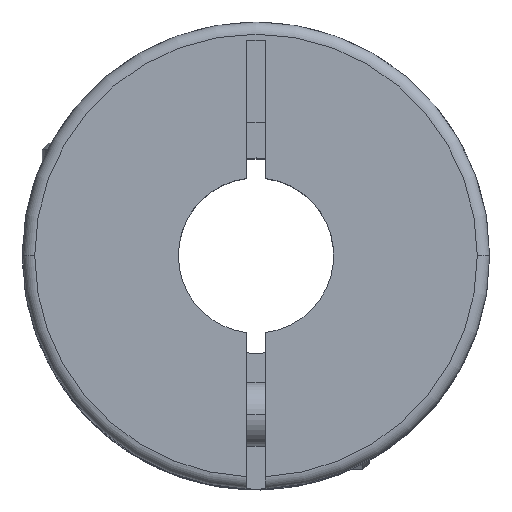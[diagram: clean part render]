
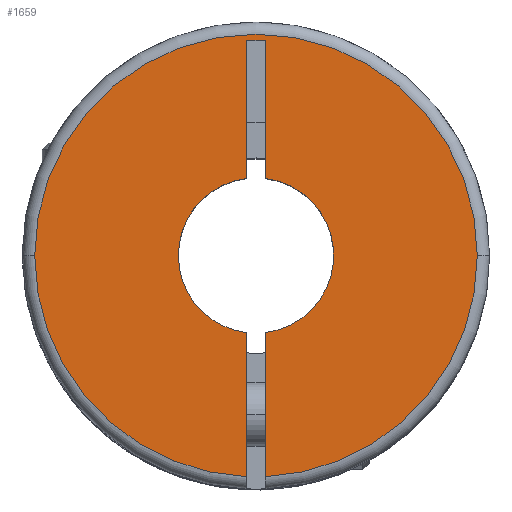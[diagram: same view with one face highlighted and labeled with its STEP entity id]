
A CAD part, top view. The second image highlights one B-rep face of the part: STEP entity #1659.
In plain terms, the highlighted planar face has unit normal (0, 0, 1).
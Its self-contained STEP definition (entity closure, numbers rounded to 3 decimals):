
#29 = CIRCLE ( 'NONE', #2502, 3.175 ) ;
#31 = VERTEX_POINT ( 'NONE', #3274 ) ;
#71 = EDGE_CURVE ( 'NONE', #31, #4015, #956, .T. ) ;
#92 = LINE ( 'NONE', #1446, #724 ) ;
#98 = DIRECTION ( 'NONE',  ( 0., 0., -1. ) ) ;
#112 = DIRECTION ( 'NONE',  ( 0., -1., 0. ) ) ;
#134 = ORIENTED_EDGE ( 'NONE', *, *, #369, .F. ) ;
#288 = ORIENTED_EDGE ( 'NONE', *, *, #2244, .F. ) ;
#336 = VECTOR ( 'NONE', #2285, 1000. ) ;
#355 = LINE ( 'NONE', #708, #2176 ) ;
#369 = EDGE_CURVE ( 'NONE', #816, #31, #355, .T. ) ;
#447 = DIRECTION ( 'NONE',  ( 0., 0., -1. ) ) ;
#460 = CIRCLE ( 'NONE', #2589, 9.05 ) ;
#516 = DIRECTION ( 'NONE',  ( 0., 0., -1. ) ) ;
#546 = VERTEX_POINT ( 'NONE', #2166 ) ;
#552 = ORIENTED_EDGE ( 'NONE', *, *, #3578, .T. ) ;
#600 = ORIENTED_EDGE ( 'NONE', *, *, #2706, .F. ) ;
#622 = DIRECTION ( 'NONE',  ( -1., 0., 0. ) ) ;
#708 = CARTESIAN_POINT ( 'NONE',  ( 0.375, -9.55, 0. ) ) ;
#724 = VECTOR ( 'NONE', #1823, 1000. ) ;
#816 = VERTEX_POINT ( 'NONE', #1040 ) ;
#845 = PLANE ( 'NONE',  #3273 ) ;
#849 = VERTEX_POINT ( 'NONE', #2324 ) ;
#956 = LINE ( 'NONE', #2018, #336 ) ;
#960 = AXIS2_PLACEMENT_3D ( 'NONE', #1207, #3877, #2917 ) ;
#996 = VERTEX_POINT ( 'NONE', #2059 ) ;
#1005 = EDGE_CURVE ( 'NONE', #996, #2512, #1383, .T. ) ;
#1040 = CARTESIAN_POINT ( 'NONE',  ( 0.375, 3.153, 0. ) ) ;
#1114 = VERTEX_POINT ( 'NONE', #3948 ) ;
#1144 = DIRECTION ( 'NONE',  ( -1., 0., 0. ) ) ;
#1207 = CARTESIAN_POINT ( 'NONE',  ( 0., 0., 0. ) ) ;
#1209 = DIRECTION ( 'NONE',  ( -1., 0., 0. ) ) ;
#1271 = DIRECTION ( 'NONE',  ( 0., 1., 0. ) ) ;
#1362 = ORIENTED_EDGE ( 'NONE', *, *, #3024, .F. ) ;
#1383 = LINE ( 'NONE', #4080, #2950 ) ;
#1446 = CARTESIAN_POINT ( 'NONE',  ( -0.375, 8.8, 0. ) ) ;
#1545 = VERTEX_POINT ( 'NONE', #2660 ) ;
#1609 = ORIENTED_EDGE ( 'NONE', *, *, #3604, .T. ) ;
#1659 = ADVANCED_FACE ( 'NONE', ( #2509 ), #845, .F. ) ;
#1751 = CIRCLE ( 'NONE', #4114, 9.05 ) ;
#1794 = DIRECTION ( 'NONE',  ( -1., 0., 0. ) ) ;
#1804 = DIRECTION ( 'NONE',  ( 0., -1., 0. ) ) ;
#1823 = DIRECTION ( 'NONE',  ( 0., -1., 0. ) ) ;
#1833 = CARTESIAN_POINT ( 'NONE',  ( -3.175, 0., 0. ) ) ;
#1856 = EDGE_LOOP ( 'NONE', ( #600, #2338, #552, #1609, #3715, #2544, #134, #4061, #288, #2659, #1362 ) ) ;
#1880 = DIRECTION ( 'NONE',  ( 0., 0., -1. ) ) ;
#1920 = EDGE_CURVE ( 'NONE', #4015, #546, #92, .T. ) ;
#2018 = CARTESIAN_POINT ( 'NONE',  ( 0.375, 8.8, 0. ) ) ;
#2049 = CARTESIAN_POINT ( 'NONE',  ( 9.05, 0., 0. ) ) ;
#2059 = CARTESIAN_POINT ( 'NONE',  ( -0.375, -3.153, 0. ) ) ;
#2110 = CARTESIAN_POINT ( 'NONE',  ( -0.375, 8.8, 0. ) ) ;
#2111 = CARTESIAN_POINT ( 'NONE',  ( 0., 0., 0. ) ) ;
#2166 = CARTESIAN_POINT ( 'NONE',  ( -0.375, 3.153, 0. ) ) ;
#2176 = VECTOR ( 'NONE', #2678, 1000. ) ;
#2202 = CARTESIAN_POINT ( 'NONE',  ( 0., 0., 0. ) ) ;
#2210 = CARTESIAN_POINT ( 'NONE',  ( 0., 0., 0. ) ) ;
#2234 = CIRCLE ( 'NONE', #2868, 9.05 ) ;
#2244 = EDGE_CURVE ( 'NONE', #1545, #1114, #3507, .T. ) ;
#2285 = DIRECTION ( 'NONE',  ( -1., 0., 0. ) ) ;
#2309 = CARTESIAN_POINT ( 'NONE',  ( 0., 0., 0. ) ) ;
#2324 = CARTESIAN_POINT ( 'NONE',  ( -9.05, 0., 0. ) ) ;
#2338 = ORIENTED_EDGE ( 'NONE', *, *, #1005, .F. ) ;
#2502 = AXIS2_PLACEMENT_3D ( 'NONE', #3521, #3116, #1794 ) ;
#2509 = FACE_OUTER_BOUND ( 'NONE', #1856, .T. ) ;
#2512 = VERTEX_POINT ( 'NONE', #3522 ) ;
#2544 = ORIENTED_EDGE ( 'NONE', *, *, #71, .F. ) ;
#2556 = VERTEX_POINT ( 'NONE', #1833 ) ;
#2589 = AXIS2_PLACEMENT_3D ( 'NONE', #2309, #3617, #3639 ) ;
#2616 = CARTESIAN_POINT ( 'NONE',  ( 0., 0., 0. ) ) ;
#2659 = ORIENTED_EDGE ( 'NONE', *, *, #2694, .F. ) ;
#2660 = CARTESIAN_POINT ( 'NONE',  ( 0.375, -9.042, 0. ) ) ;
#2678 = DIRECTION ( 'NONE',  ( 0., 1., 0. ) ) ;
#2694 = EDGE_CURVE ( 'NONE', #2751, #1545, #460, .T. ) ;
#2706 = EDGE_CURVE ( 'NONE', #2512, #849, #2234, .T. ) ;
#2732 = VECTOR ( 'NONE', #1271, 1000. ) ;
#2751 = VERTEX_POINT ( 'NONE', #2049 ) ;
#2860 = CIRCLE ( 'NONE', #3211, 3.175 ) ;
#2868 = AXIS2_PLACEMENT_3D ( 'NONE', #2616, #1880, #622 ) ;
#2917 = DIRECTION ( 'NONE',  ( -1., 0., 0. ) ) ;
#2950 = VECTOR ( 'NONE', #112, 1000. ) ;
#3024 = EDGE_CURVE ( 'NONE', #849, #2751, #1751, .T. ) ;
#3116 = DIRECTION ( 'NONE',  ( 0., 0., -1. ) ) ;
#3175 = EDGE_CURVE ( 'NONE', #816, #1114, #2860, .T. ) ;
#3211 = AXIS2_PLACEMENT_3D ( 'NONE', #2210, #516, #1209 ) ;
#3273 = AXIS2_PLACEMENT_3D ( 'NONE', #2202, #447, #1804 ) ;
#3274 = CARTESIAN_POINT ( 'NONE',  ( 0.375, 8.8, 0. ) ) ;
#3310 = CARTESIAN_POINT ( 'NONE',  ( 0.375, -9.55, 0. ) ) ;
#3507 = LINE ( 'NONE', #3310, #2732 ) ;
#3521 = CARTESIAN_POINT ( 'NONE',  ( 0., 0., 0. ) ) ;
#3522 = CARTESIAN_POINT ( 'NONE',  ( -0.375, -9.042, 0. ) ) ;
#3555 = CIRCLE ( 'NONE', #960, 3.175 ) ;
#3578 = EDGE_CURVE ( 'NONE', #996, #2556, #3555, .T. ) ;
#3604 = EDGE_CURVE ( 'NONE', #2556, #546, #29, .T. ) ;
#3617 = DIRECTION ( 'NONE',  ( 0., 0., -1. ) ) ;
#3639 = DIRECTION ( 'NONE',  ( -1., 0., 0. ) ) ;
#3715 = ORIENTED_EDGE ( 'NONE', *, *, #1920, .F. ) ;
#3877 = DIRECTION ( 'NONE',  ( 0., 0., -1. ) ) ;
#3948 = CARTESIAN_POINT ( 'NONE',  ( 0.375, -3.153, 0. ) ) ;
#4015 = VERTEX_POINT ( 'NONE', #2110 ) ;
#4061 = ORIENTED_EDGE ( 'NONE', *, *, #3175, .T. ) ;
#4080 = CARTESIAN_POINT ( 'NONE',  ( -0.375, 8.8, 0. ) ) ;
#4114 = AXIS2_PLACEMENT_3D ( 'NONE', #2111, #98, #1144 ) ;
